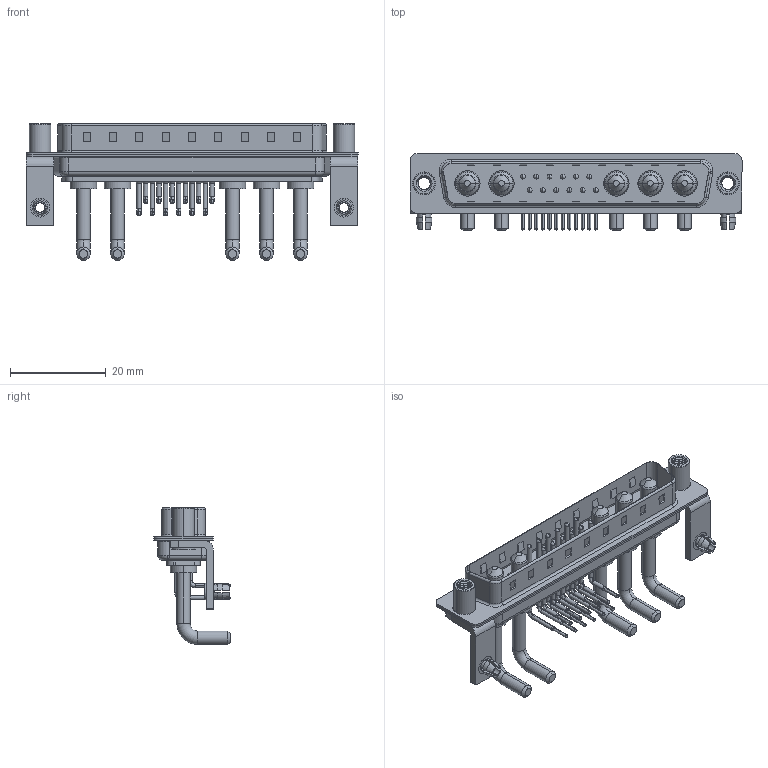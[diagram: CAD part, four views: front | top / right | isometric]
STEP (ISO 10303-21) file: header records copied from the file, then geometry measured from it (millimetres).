
FILE_DESCRIPTION (( 'STEP AP203' ), '1' );
FILE_NAME ('629-17W5650-2TD.STEP', '2022-05-16T01:49:44', ( '' ), ( '' ), 'SwSTEP 2.0', 'SolidWorks 2020', '' );
FILE_SCHEMA (( 'CONFIG_CONTROL_DESIGN' ));
Length unit declared in the file: millimetre
Products named in the file (10): 629Combo Shell Front_37 Contacts; 629Combo Threaded Standoff_D; 629Combo Shell Rear_37 Contacts; 629-17W5650-2TD; 629Combo Stabilizer Bracket; Power Pin_Ext 20A RA; 629Combo Board Lock; 629Combo Housing_17W5; 629Combo Contact Row 1; 629Combo Contact Row 2
Assembly tree (26 placements, depth 2):
  629-17W5650-2TD
    629Combo Housing_17W5
    629Combo Shell Rear_37 Contacts
    629Combo Shell Front_37 Contacts
    629Combo Stabilizer Bracket  x2
    629Combo Board Lock  x2
    629Combo Threaded Standoff_D  x2
    Power Pin_Ext 20A RA  x5
    629Combo Contact Row 1  x6
    629Combo Contact Row 2  x6
Bounding box: 69.4 x 16.05 x 28.63 mm (x, y, z)
Volume: 5188.5 mm3; surface area: 11436.8 mm2
Topology: 31 solids, 31 shells, 2137 faces, 5763 edges, 3720 vertices
Faces by surface type: plane 1091, cylinder 782, cone 111, bspline 83, torus 70
Entity records: 29666 total; most frequent: CARTESIAN_POINT 7091, DIRECTION 4523, ORIENTED_EDGE 4330, EDGE_CURVE 2165, AXIS2_PLACEMENT_3D 1610, VERTEX_POINT 1397, LINE 1303, VECTOR 1303
